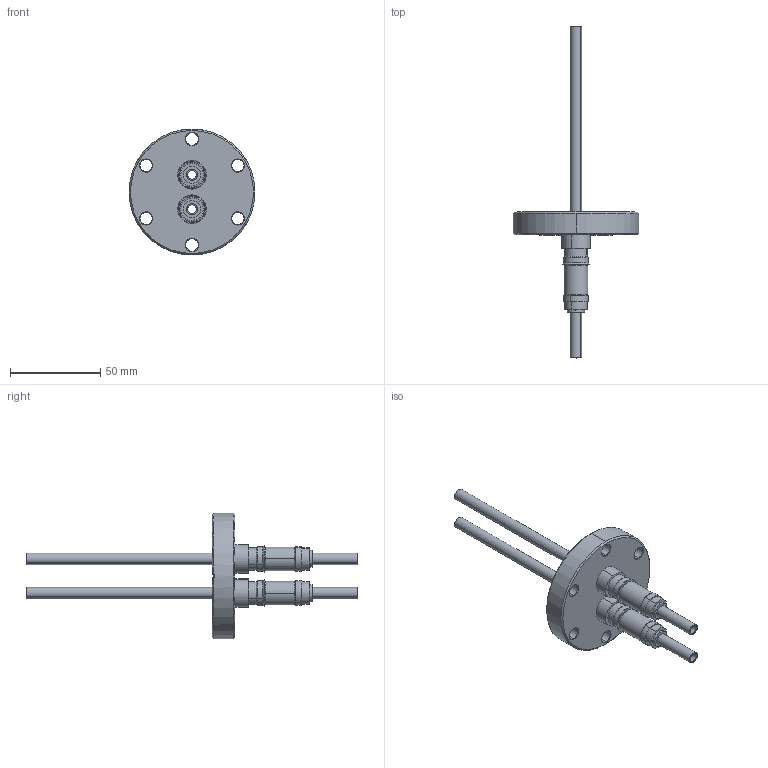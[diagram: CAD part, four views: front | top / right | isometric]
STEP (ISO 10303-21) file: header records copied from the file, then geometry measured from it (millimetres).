
FILE_DESCRIPTION (( 'STEP AP203' ), '1' );
FILE_NAME ('A0065-2-CF.STEP', '2019-10-23T15:07:05', ( '' ), ( '' ), 'SwSTEP 2.0', 'SolidWorks 2019', '' );
FILE_SCHEMA (( 'CONFIG_CONTROL_DESIGN' ));
Length unit declared in the file: inch
Products named in the file (1): A0065-2-CF
Bounding box: 69.85 x 184.15 x 69.85 mm (x, y, z)
Volume: 54940.8 mm3; surface area: 31253.1 mm2
Topology: 1 solids, 3 shells, 183 faces, 396 edges, 247 vertices
Faces by surface type: cylinder 94, cone 43, plane 42, torus 4
Entity records: 5162 total; most frequent: DIRECTION 1001, CARTESIAN_POINT 839, ORIENTED_EDGE 792, AXIS2_PLACEMENT_3D 425, EDGE_CURVE 396, VERTEX_POINT 247, CIRCLE 241, EDGE_LOOP 231
